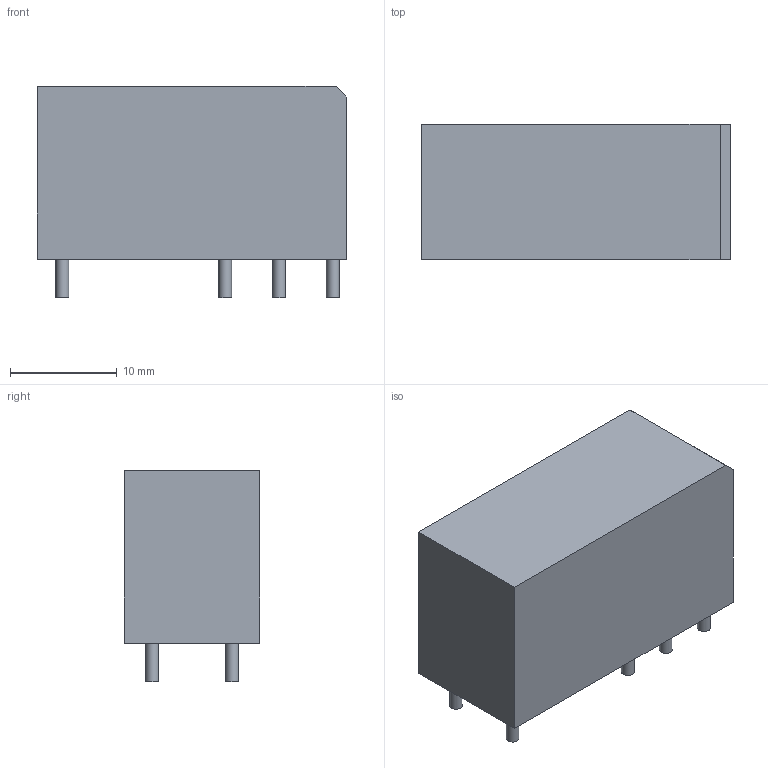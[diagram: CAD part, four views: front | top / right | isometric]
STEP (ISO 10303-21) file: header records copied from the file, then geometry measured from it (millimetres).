
FILE_DESCRIPTION( ( '' ), ' ' );
FILE_NAME( '5cc035037a1d12172263dbdf.step', '2019-04-24T10:05:56', ( '' ), ( '' ), ' ', ' ', ' ' );
FILE_SCHEMA( ( 'AUTOMOTIVE_DESIGN { 1 0 10303 214 1 1 1 1 }' ) );
Length unit declared in the file: metre
Products named in the file (2): RT314-contacts; RT314-case
Bounding box: 29 x 12.7 x 19.8 mm (x, y, z)
Volume: 5992.7 mm3; surface area: 3001.8 mm2
Topology: 2 solids, 2 shells, 34 faces, 63 edges, 42 vertices
Faces by surface type: plane 26, cylinder 8
Full cylindrical faces by diameter (mm): 1.2 x8
Entity records: 1101 total; most frequent: DIRECTION 143, CARTESIAN_POINT 133, ORIENTED_EDGE 110, EDGE_CURVE 55, AXIS2_PLACEMENT_3D 52, EDGE_LOOP 51, FACE_OUTER_BOUND 42, VERTEX_POINT 42
